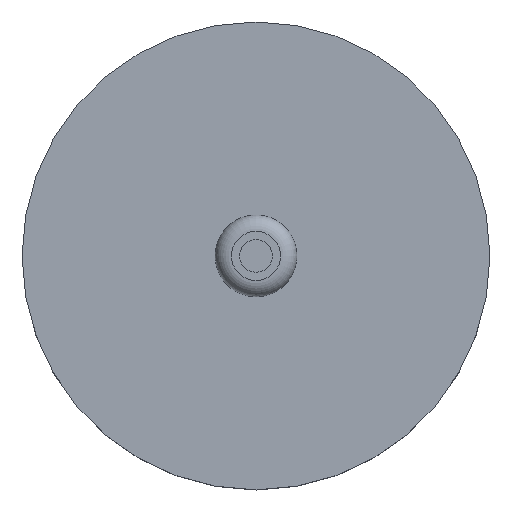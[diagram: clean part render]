
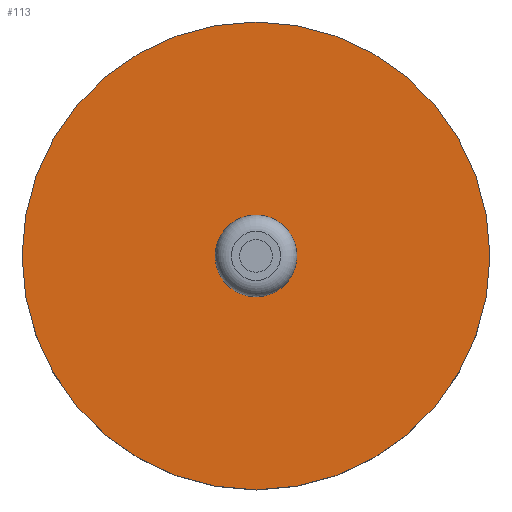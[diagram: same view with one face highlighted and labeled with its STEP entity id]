
A CAD part, top view. The second image highlights one B-rep face of the part: STEP entity #113.
In plain terms, the highlighted planar face has unit normal (0, 0, 1).
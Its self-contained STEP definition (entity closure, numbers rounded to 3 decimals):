
#18=FACE_BOUND('',#42,.T.);
#22=PLANE('',#144);
#30=FACE_OUTER_BOUND('',#41,.T.);
#41=EDGE_LOOP('',(#97));
#42=EDGE_LOOP('',(#98));
#58=CIRCLE('',#142,2.5);
#59=CIRCLE('',#145,14.3);
#66=VERTEX_POINT('',#209);
#67=VERTEX_POINT('',#214);
#77=EDGE_CURVE('',#66,#66,#58,.T.);
#78=EDGE_CURVE('',#67,#67,#59,.T.);
#97=ORIENTED_EDGE('',*,*,#78,.T.);
#98=ORIENTED_EDGE('',*,*,#77,.T.);
#113=ADVANCED_FACE('',(#30,#18),#22,.T.);
#142=AXIS2_PLACEMENT_3D('',#211,#176,#177);
#144=AXIS2_PLACEMENT_3D('',#213,#180,#181);
#145=AXIS2_PLACEMENT_3D('',#215,#182,#183);
#176=DIRECTION('center_axis',(0.,0.,
-1.));
#177=DIRECTION('ref_axis',(1.,0.,0.));
#180=DIRECTION('center_axis',(0.,0.,
1.));
#181=DIRECTION('ref_axis',(-1.,0.,0.));
#182=DIRECTION('center_axis',(0.,0.,
1.));
#183=DIRECTION('ref_axis',(-1.,0.,0.));
#209=CARTESIAN_POINT('',(-57.4,-271.5,146.24));
#211=CARTESIAN_POINT('Origin',(-54.9,-271.5,146.24));
#213=CARTESIAN_POINT('Origin',(-54.9,-271.5,146.24));
#214=CARTESIAN_POINT('',(-40.6,-271.5,146.24));
#215=CARTESIAN_POINT('Origin',(-54.9,-271.5,146.24));
